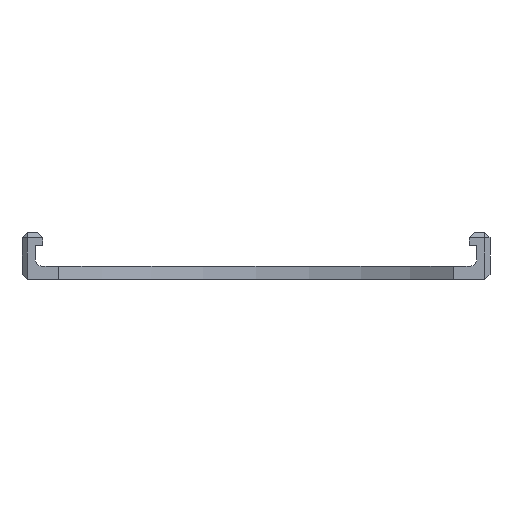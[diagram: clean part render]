
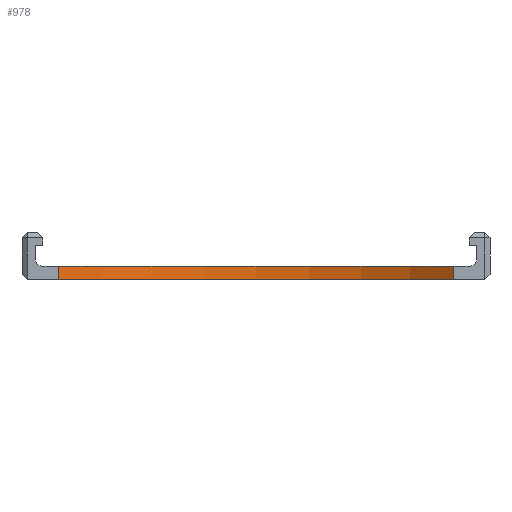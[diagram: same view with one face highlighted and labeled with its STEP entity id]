
A CAD part, front view. The second image highlights one B-rep face of the part: STEP entity #978.
In plain terms, the highlighted cylindrical face has radius 118.3 mm (diameter 236.6 mm), a partial arc.
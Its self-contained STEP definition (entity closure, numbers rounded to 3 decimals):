
#24 = VERTEX_POINT('',#25);
#25 = CARTESIAN_POINT('',(75.7,-70.,0.));
#32 = PLANE('',#33);
#33 = AXIS2_PLACEMENT_3D('',#34,#35,#36);
#34 = CARTESIAN_POINT('',(89.7,-70.,0.));
#35 = DIRECTION('',(0.,-1.,0.));
#36 = DIRECTION('',(-1.,0.,0.));
#44 = PLANE('',#45);
#45 = AXIS2_PLACEMENT_3D('',#46,#47,#48);
#46 = CARTESIAN_POINT('',(0.,0.,0.));
#47 = DIRECTION('',(0.,0.,1.));
#48 = DIRECTION('',(1.,0.,0.));
#226 = VERTEX_POINT('',#227);
#227 = CARTESIAN_POINT('',(75.7,-70.,5.));
#241 = PLANE('',#242);
#242 = AXIS2_PLACEMENT_3D('',#243,#244,#245);
#243 = CARTESIAN_POINT('',(81.7,-70.,5.));
#244 = DIRECTION('',(0.,0.,1.));
#245 = DIRECTION('',(-1.,0.,0.));
#253 = EDGE_CURVE('',#24,#226,#254,.T.);
#254 = SURFACE_CURVE('',#255,(#259,#266),.PCURVE_S1.);
#255 = LINE('',#256,#257);
#256 = CARTESIAN_POINT('',(75.7,-70.,0.));
#257 = VECTOR('',#258,1.);
#258 = DIRECTION('',(0.,0.,1.));
#259 = PCURVE('',#32,#260);
#260 = DEFINITIONAL_REPRESENTATION('',(#261),#265);
#261 = LINE('',#262,#263);
#262 = CARTESIAN_POINT('',(14.,0.));
#263 = VECTOR('',#264,1.);
#264 = DIRECTION('',(0.,-1.));
#265 = ( GEOMETRIC_REPRESENTATION_CONTEXT(2) 
PARAMETRIC_REPRESENTATION_CONTEXT() REPRESENTATION_CONTEXT('2D SPACE',''
  ) );
#266 = PCURVE('',#267,#272);
#267 = CYLINDRICAL_SURFACE('',#268,118.3);
#268 = AXIS2_PLACEMENT_3D('',#269,#270,#271);
#269 = CARTESIAN_POINT('',(0.,-160.909,0.));
#270 = DIRECTION('',(0.,0.,-1.));
#271 = DIRECTION('',(1.,0.,0.));
#272 = DEFINITIONAL_REPRESENTATION('',(#273),#277);
#273 = LINE('',#274,#275);
#274 = CARTESIAN_POINT('',(5.407,0.));
#275 = VECTOR('',#276,1.);
#276 = DIRECTION('',(0.,-1.));
#277 = ( GEOMETRIC_REPRESENTATION_CONTEXT(2) 
PARAMETRIC_REPRESENTATION_CONTEXT() REPRESENTATION_CONTEXT('2D SPACE',''
  ) );
#514 = VERTEX_POINT('',#515);
#515 = CARTESIAN_POINT('',(-75.7,-70.,0.));
#529 = PLANE('',#530);
#530 = AXIS2_PLACEMENT_3D('',#531,#532,#533);
#531 = CARTESIAN_POINT('',(89.7,-70.,0.));
#532 = DIRECTION('',(0.,-1.,0.));
#533 = DIRECTION('',(-1.,0.,0.));
#541 = EDGE_CURVE('',#514,#24,#542,.T.);
#542 = SURFACE_CURVE('',#543,(#548,#559),.PCURVE_S1.);
#543 = CIRCLE('',#544,118.3);
#544 = AXIS2_PLACEMENT_3D('',#545,#546,#547);
#545 = CARTESIAN_POINT('',(0.,-160.909,0.));
#546 = DIRECTION('',(0.,0.,-1.));
#547 = DIRECTION('',(1.,0.,0.));
#548 = PCURVE('',#44,#549);
#549 = DEFINITIONAL_REPRESENTATION('',(#550),#558);
#550 = ( BOUNDED_CURVE() B_SPLINE_CURVE(2,(#551,#552,#553,#554,#555,#556
,#557),.UNSPECIFIED.,.T.,.F.) B_SPLINE_CURVE_WITH_KNOTS((1,2,2,2,2,1),(
    -2.094,0.,2.094,4.189,6.283,
8.378),.UNSPECIFIED.) CURVE() GEOMETRIC_REPRESENTATION_ITEM() 
RATIONAL_B_SPLINE_CURVE((1.,0.5,1.,0.5,1.,0.5,1.)) REPRESENTATION_ITEM(
  '') );
#551 = CARTESIAN_POINT('',(118.3,-160.909));
#552 = CARTESIAN_POINT('',(118.3,-365.81));
#553 = CARTESIAN_POINT('',(-59.15,-263.36));
#554 = CARTESIAN_POINT('',(-236.6,-160.909));
#555 = CARTESIAN_POINT('',(-59.15,-58.458));
#556 = CARTESIAN_POINT('',(118.3,43.993));
#557 = CARTESIAN_POINT('',(118.3,-160.909));
#558 = ( GEOMETRIC_REPRESENTATION_CONTEXT(2) 
PARAMETRIC_REPRESENTATION_CONTEXT() REPRESENTATION_CONTEXT('2D SPACE',''
  ) );
#559 = PCURVE('',#267,#560);
#560 = DEFINITIONAL_REPRESENTATION('',(#561),#565);
#561 = LINE('',#562,#563);
#562 = CARTESIAN_POINT('',(0.,0.));
#563 = VECTOR('',#564,1.);
#564 = DIRECTION('',(1.,0.));
#565 = ( GEOMETRIC_REPRESENTATION_CONTEXT(2) 
PARAMETRIC_REPRESENTATION_CONTEXT() REPRESENTATION_CONTEXT('2D SPACE',''
  ) );
#978 = ADVANCED_FACE('',(#979),#267,.F.);
#979 = FACE_BOUND('',#980,.F.);
#980 = EDGE_LOOP('',(#981,#982,#1005,#1031));
#981 = ORIENTED_EDGE('',*,*,#541,.F.);
#982 = ORIENTED_EDGE('',*,*,#983,.T.);
#983 = EDGE_CURVE('',#514,#984,#986,.T.);
#984 = VERTEX_POINT('',#985);
#985 = CARTESIAN_POINT('',(-75.7,-70.,5.));
#986 = SURFACE_CURVE('',#987,(#991,#998),.PCURVE_S1.);
#987 = LINE('',#988,#989);
#988 = CARTESIAN_POINT('',(-75.7,-70.,0.));
#989 = VECTOR('',#990,1.);
#990 = DIRECTION('',(0.,0.,1.));
#991 = PCURVE('',#267,#992);
#992 = DEFINITIONAL_REPRESENTATION('',(#993),#997);
#993 = LINE('',#994,#995);
#994 = CARTESIAN_POINT('',(4.018,0.));
#995 = VECTOR('',#996,1.);
#996 = DIRECTION('',(0.,-1.));
#997 = ( GEOMETRIC_REPRESENTATION_CONTEXT(2) 
PARAMETRIC_REPRESENTATION_CONTEXT() REPRESENTATION_CONTEXT('2D SPACE',''
  ) );
#998 = PCURVE('',#529,#999);
#999 = DEFINITIONAL_REPRESENTATION('',(#1000),#1004);
#1000 = LINE('',#1001,#1002);
#1001 = CARTESIAN_POINT('',(165.4,0.));
#1002 = VECTOR('',#1003,1.);
#1003 = DIRECTION('',(0.,-1.));
#1004 = ( GEOMETRIC_REPRESENTATION_CONTEXT(2) 
PARAMETRIC_REPRESENTATION_CONTEXT() REPRESENTATION_CONTEXT('2D SPACE',''
  ) );
#1005 = ORIENTED_EDGE('',*,*,#1006,.T.);
#1006 = EDGE_CURVE('',#984,#226,#1007,.T.);
#1007 = SURFACE_CURVE('',#1008,(#1013,#1020),.PCURVE_S1.);
#1008 = CIRCLE('',#1009,118.3);
#1009 = AXIS2_PLACEMENT_3D('',#1010,#1011,#1012);
#1010 = CARTESIAN_POINT('',(0.,-160.909,5.));
#1011 = DIRECTION('',(0.,0.,-1.));
#1012 = DIRECTION('',(1.,0.,0.));
#1013 = PCURVE('',#267,#1014);
#1014 = DEFINITIONAL_REPRESENTATION('',(#1015),#1019);
#1015 = LINE('',#1016,#1017);
#1016 = CARTESIAN_POINT('',(0.,-5.));
#1017 = VECTOR('',#1018,1.);
#1018 = DIRECTION('',(1.,0.));
#1019 = ( GEOMETRIC_REPRESENTATION_CONTEXT(2) 
PARAMETRIC_REPRESENTATION_CONTEXT() REPRESENTATION_CONTEXT('2D SPACE',''
  ) );
#1020 = PCURVE('',#241,#1021);
#1021 = DEFINITIONAL_REPRESENTATION('',(#1022),#1030);
#1022 = ( BOUNDED_CURVE() B_SPLINE_CURVE(2,(#1023,#1024,#1025,#1026,
#1027,#1028,#1029),.UNSPECIFIED.,.T.,.F.) B_SPLINE_CURVE_WITH_KNOTS((1,2
    ,2,2,2,1),(-2.094,0.,2.094,4.189,
6.283,8.378),.UNSPECIFIED.) CURVE() 
GEOMETRIC_REPRESENTATION_ITEM() RATIONAL_B_SPLINE_CURVE((1.,0.5,1.,0.5,
1.,0.5,1.)) REPRESENTATION_ITEM('') );
#1023 = CARTESIAN_POINT('',(-36.6,90.909));
#1024 = CARTESIAN_POINT('',(-36.6,295.81));
#1025 = CARTESIAN_POINT('',(140.85,193.36));
#1026 = CARTESIAN_POINT('',(318.3,90.909));
#1027 = CARTESIAN_POINT('',(140.85,-11.542));
#1028 = CARTESIAN_POINT('',(-36.6,-113.993));
#1029 = CARTESIAN_POINT('',(-36.6,90.909));
#1030 = ( GEOMETRIC_REPRESENTATION_CONTEXT(2) 
PARAMETRIC_REPRESENTATION_CONTEXT() REPRESENTATION_CONTEXT('2D SPACE',''
  ) );
#1031 = ORIENTED_EDGE('',*,*,#253,.F.);
